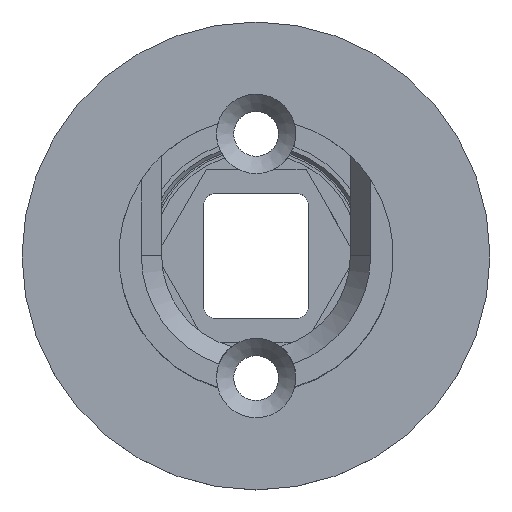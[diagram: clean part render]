
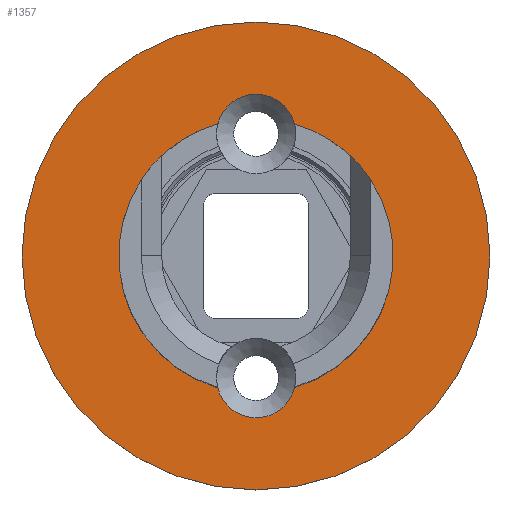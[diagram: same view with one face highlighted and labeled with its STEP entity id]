
A CAD part, top view. The second image highlights one B-rep face of the part: STEP entity #1357.
In plain terms, the highlighted planar face has unit normal (0, 0, 1).
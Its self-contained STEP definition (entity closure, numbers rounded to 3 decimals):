
#63=FACE_BOUND('',#252,.T.);
#102=PLANE('',#1542);
#176=FACE_OUTER_BOUND('',#251,.T.);
#251=EDGE_LOOP('',(#1259));
#252=EDGE_LOOP('',(#1260,#1261,#1262,#1263));
#443=CIRCLE('',#1378,3.9);
#455=CIRCLE('',#1393,3.9);
#524=CIRCLE('',#1512,13.5);
#525=CIRCLE('',#1514,13.5);
#530=CIRCLE('',#1540,23.);
#536=VERTEX_POINT('',#1989);
#537=VERTEX_POINT('',#1991);
#558=VERTEX_POINT('',#2040);
#559=VERTEX_POINT('',#2042);
#661=VERTEX_POINT('',#2454);
#668=EDGE_CURVE('',#536,#537,#443,.T.);
#694=EDGE_CURVE('',#558,#559,#455,.T.);
#837=EDGE_CURVE('',#558,#537,#524,.T.);
#838=EDGE_CURVE('',#536,#559,#525,.T.);
#864=EDGE_CURVE('',#661,#661,#530,.T.);
#1259=ORIENTED_EDGE('',*,*,#864,.T.);
#1260=ORIENTED_EDGE('',*,*,#668,.F.);
#1261=ORIENTED_EDGE('',*,*,#838,.T.);
#1262=ORIENTED_EDGE('',*,*,#694,.F.);
#1263=ORIENTED_EDGE('',*,*,#837,.T.);
#1357=ADVANCED_FACE('',(#176,#63),#102,.T.);
#1378=AXIS2_PLACEMENT_3D('',#1992,#1557,#1558);
#1393=AXIS2_PLACEMENT_3D('',#2043,#1601,#1602);
#1512=AXIS2_PLACEMENT_3D('',#2397,#1895,#1896);
#1514=AXIS2_PLACEMENT_3D('',#2399,#1899,#1900);
#1540=AXIS2_PLACEMENT_3D('',#2455,#1970,#1971);
#1542=AXIS2_PLACEMENT_3D('',#2459,#1975,#1976);
#1557=DIRECTION('center_axis',(0.,0.,1.));
#1558=DIRECTION('ref_axis',(1.,0.,0.));
#1601=DIRECTION('center_axis',(0.,0.,1.));
#1602=DIRECTION('ref_axis',(-1.,0.,0.));
#1895=DIRECTION('center_axis',(0.,0.,-1.));
#1896=DIRECTION('ref_axis',(1.,0.,0.));
#1899=DIRECTION('center_axis',(0.,0.,-1.));
#1900=DIRECTION('ref_axis',(1.,0.,0.));
#1970=DIRECTION('center_axis',(0.,0.,1.));
#1971=DIRECTION('ref_axis',(1.,0.,0.));
#1975=DIRECTION('center_axis',(0.,0.,1.));
#1976=DIRECTION('ref_axis',(1.,0.,0.));
#1989=CARTESIAN_POINT('',(-3.766,-12.964,2.));
#1991=CARTESIAN_POINT('',(3.795,-12.956,2.));
#1992=CARTESIAN_POINT('Origin',(0.013,-12.002,2.));
#2040=CARTESIAN_POINT('',(3.795,12.956,2.));
#2042=CARTESIAN_POINT('',(-3.767,12.964,2.));
#2043=CARTESIAN_POINT('Origin',(0.013,12.003,2.));
#2397=CARTESIAN_POINT('Origin',(0.,0.,2.));
#2399=CARTESIAN_POINT('Origin',(0.,0.,2.));
#2454=CARTESIAN_POINT('',(-23.,0.,2.));
#2455=CARTESIAN_POINT('Origin',(0.,0.,2.));
#2459=CARTESIAN_POINT('Origin',(0.,0.,2.));
